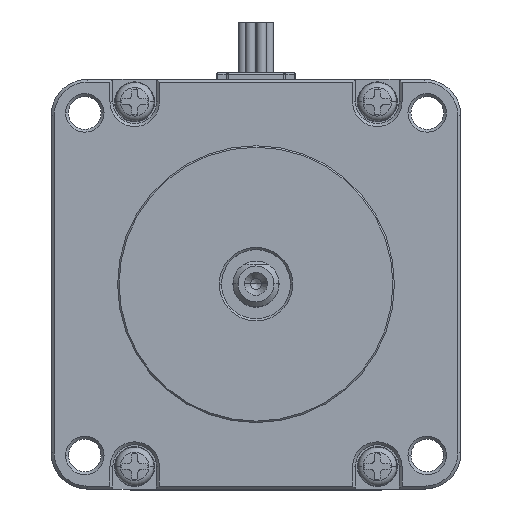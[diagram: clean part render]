
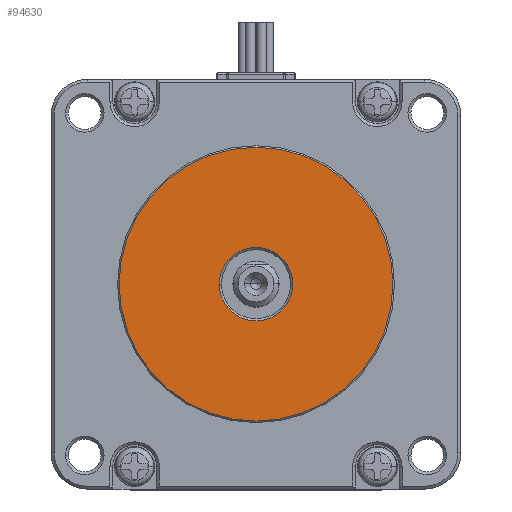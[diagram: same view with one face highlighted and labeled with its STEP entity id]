
A CAD part, top view. The second image highlights one B-rep face of the part: STEP entity #94630.
In plain terms, the highlighted planar face has unit normal (0, 0, 1).
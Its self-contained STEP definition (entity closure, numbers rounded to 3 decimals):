
#76500=CARTESIAN_POINT('',(-18.85,0.,1.6));
#76510=VERTEX_POINT('',#76500);
#76590=CARTESIAN_POINT('',(18.85,0.,1.6));
#76600=VERTEX_POINT('',#76590);
#76630=CARTESIAN_POINT('',(0.,0.,
1.6));
#76640=DIRECTION('',(-0.,-0.,1.));
#76650=DIRECTION('',(-1.,0.,-0.));
#76660=AXIS2_PLACEMENT_3D('',#76630,#76640,#76650);
#76670=CIRCLE('',#76660,18.85);
#76680=EDGE_CURVE('',#76600,#76510,#76670,.T.);
#94380=CARTESIAN_POINT('',(-19.076,-19.076,1.6));
#94390=DIRECTION('',(0.,0.,1.));
#94400=DIRECTION('',(1.,0.,-0.));
#94410=AXIS2_PLACEMENT_3D('',#94380,#94390,#94400);
#94420=PLANE('',#94410);
#94430=EDGE_CURVE('',#76510,#76600,#76670,.T.);
#94440=ORIENTED_EDGE('',*,*,#94430,.T.);
#94450=ORIENTED_EDGE('',*,*,#76680,.T.);
#94460=EDGE_LOOP('',(#94450,#94440));
#94470=FACE_OUTER_BOUND('',#94460,.T.);
#94480=CARTESIAN_POINT('',(0.,0.,1.6)
);
#94490=DIRECTION('',(-0.,-0.,-1.));
#94500=DIRECTION('',(1.,0.,0.));
#94510=AXIS2_PLACEMENT_3D('',#94480,#94490,#94500);
#94520=CIRCLE('',#94510,5.05);
#94530=CARTESIAN_POINT('',(5.05,0.,
1.6));
#94540=VERTEX_POINT('',#94530);
#94550=CARTESIAN_POINT('',(-5.05,0.,1.6))
;
#94560=VERTEX_POINT('',#94550);
#94570=EDGE_CURVE('',#94540,#94560,#94520,.T.);
#94580=ORIENTED_EDGE('',*,*,#94570,.T.);
#94590=EDGE_CURVE('',#94560,#94540,#94520,.T.);
#94600=ORIENTED_EDGE('',*,*,#94590,.T.);
#94610=EDGE_LOOP('',(#94600,#94580));
#94620=FACE_BOUND('',#94610,.T.);
#94630=ADVANCED_FACE('',(#94470,#94620),#94420,.T.);
